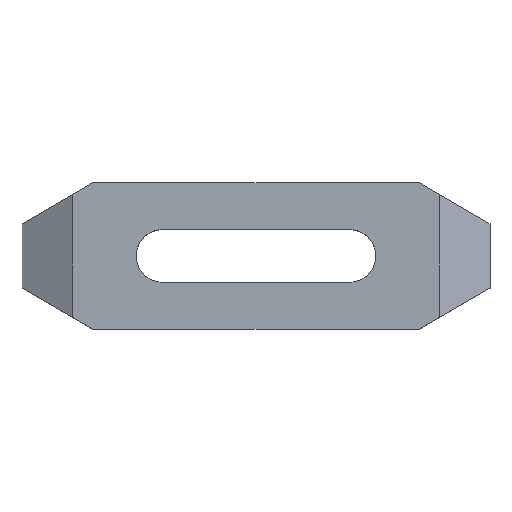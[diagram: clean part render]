
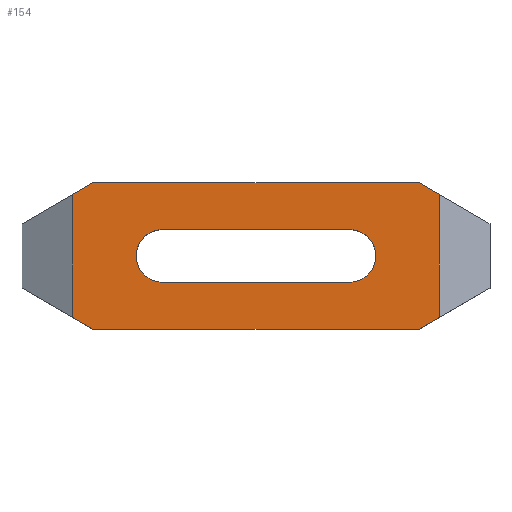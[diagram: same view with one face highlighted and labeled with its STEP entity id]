
A CAD part, top view. The second image highlights one B-rep face of the part: STEP entity #154.
In plain terms, the highlighted planar face has unit normal (0, 0, 1).
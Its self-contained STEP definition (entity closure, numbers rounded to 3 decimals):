
#4 = CARTESIAN_POINT ( 'NONE',  ( 27.876, -12.5, 12. ) ) ;
#5 = DIRECTION ( 'NONE',  ( 0.866, 0.5, 0. ) ) ;
#13 = VERTEX_POINT ( 'NONE', #321 ) ;
#14 = VERTEX_POINT ( 'NONE', #279 ) ;
#15 = EDGE_CURVE ( 'NONE', #13, #534, #85, .T. ) ;
#16 = DIRECTION ( 'NONE',  ( 0., 0., 1. ) ) ;
#18 = VECTOR ( 'NONE', #257, 1000. ) ;
#24 = LINE ( 'NONE', #399, #104 ) ;
#33 = LINE ( 'NONE', #226, #472 ) ;
#37 = ORIENTED_EDGE ( 'NONE', *, *, #82, .F. ) ;
#65 = DIRECTION ( 'NONE',  ( 1., 0., 0. ) ) ;
#67 = EDGE_CURVE ( 'NONE', #445, #579, #575, .T. ) ;
#68 = CARTESIAN_POINT ( 'NONE',  ( -31.34, -28.594, 12. ) ) ;
#82 = EDGE_CURVE ( 'NONE', #497, #14, #246, .T. ) ;
#85 = LINE ( 'NONE', #231, #209 ) ;
#96 = CARTESIAN_POINT ( 'NONE',  ( 27.876, -12.5, 12. ) ) ;
#100 = DIRECTION ( 'NONE',  ( 0.866, -0.5, 0. ) ) ;
#102 = CARTESIAN_POINT ( 'NONE',  ( -16., 4.5, 12. ) ) ;
#104 = VECTOR ( 'NONE', #545, 1000. ) ;
#113 = ORIENTED_EDGE ( 'NONE', *, *, #191, .T. ) ;
#117 = VERTEX_POINT ( 'NONE', #182 ) ;
#122 = FACE_BOUND ( 'NONE', #531, .T. ) ;
#137 = CARTESIAN_POINT ( 'NONE',  ( -16., -4.5, 12. ) ) ;
#138 = CIRCLE ( 'NONE', #374, 4.5 ) ;
#148 = LINE ( 'NONE', #331, #459 ) ;
#152 = CARTESIAN_POINT ( 'NONE',  ( 27.876, 12.5, 12. ) ) ;
#154 = ADVANCED_FACE ( 'NONE', ( #122, #173 ), #359, .F. ) ;
#165 = EDGE_CURVE ( 'NONE', #534, #497, #536, .T. ) ;
#170 = CARTESIAN_POINT ( 'NONE',  ( 16., 0., 12. ) ) ;
#173 = FACE_OUTER_BOUND ( 'NONE', #276, .T. ) ;
#182 = CARTESIAN_POINT ( 'NONE',  ( 31.34, 10.5, 12. ) ) ;
#183 = VERTEX_POINT ( 'NONE', #224 ) ;
#184 = CARTESIAN_POINT ( 'NONE',  ( -31.34, 10.5, 12. ) ) ;
#188 = CARTESIAN_POINT ( 'NONE',  ( 27.876, 12.5, 12. ) ) ;
#190 = CARTESIAN_POINT ( 'NONE',  ( -31.34, -10.5, 12. ) ) ;
#191 = EDGE_CURVE ( 'NONE', #445, #262, #24, .T. ) ;
#193 = LINE ( 'NONE', #188, #588 ) ;
#198 = DIRECTION ( 'NONE',  ( -1., 0., 0. ) ) ;
#199 = ORIENTED_EDGE ( 'NONE', *, *, #495, .F. ) ;
#201 = VECTOR ( 'NONE', #602, 1000. ) ;
#209 = VECTOR ( 'NONE', #591, 1000. ) ;
#216 = EDGE_CURVE ( 'NONE', #579, #589, #33, .T. ) ;
#218 = DIRECTION ( 'NONE',  ( 0., 1., 0. ) ) ;
#219 = ORIENTED_EDGE ( 'NONE', *, *, #165, .F. ) ;
#224 = CARTESIAN_POINT ( 'NONE',  ( -20.5, 0., 12. ) ) ;
#226 = CARTESIAN_POINT ( 'NONE',  ( 16., 4.5, 12. ) ) ;
#231 = CARTESIAN_POINT ( 'NONE',  ( -27.876, -12.5, 12. ) ) ;
#243 = LINE ( 'NONE', #4, #526 ) ;
#245 = VERTEX_POINT ( 'NONE', #152 ) ;
#246 = LINE ( 'NONE', #423, #594 ) ;
#257 = DIRECTION ( 'NONE',  ( 0., 1., 0. ) ) ;
#262 = VERTEX_POINT ( 'NONE', #137 ) ;
#263 = DIRECTION ( 'NONE',  ( 0., 0., -1. ) ) ;
#265 = ORIENTED_EDGE ( 'NONE', *, *, #297, .F. ) ;
#276 = EDGE_LOOP ( 'NONE', ( #219, #467, #340, #435, #372, #199, #305, #37 ) ) ;
#277 = LINE ( 'NONE', #364, #201 ) ;
#279 = CARTESIAN_POINT ( 'NONE',  ( -27.876, 12.5, 12. ) ) ;
#290 = ORIENTED_EDGE ( 'NONE', *, *, #388, .F. ) ;
#297 = EDGE_CURVE ( 'NONE', #183, #262, #138, .T. ) ;
#303 = DIRECTION ( 'NONE',  ( -1., 0., 0. ) ) ;
#305 = ORIENTED_EDGE ( 'NONE', *, *, #315, .F. ) ;
#310 = LINE ( 'NONE', #446, #18 ) ;
#315 = EDGE_CURVE ( 'NONE', #14, #245, #148, .T. ) ;
#318 = CARTESIAN_POINT ( 'NONE',  ( 16., -4.5, 12. ) ) ;
#321 = CARTESIAN_POINT ( 'NONE',  ( -27.876, -12.5, 12. ) ) ;
#330 = VECTOR ( 'NONE', #218, 1000. ) ;
#331 = CARTESIAN_POINT ( 'NONE',  ( -27.876, 12.5, 12. ) ) ;
#339 = CARTESIAN_POINT ( 'NONE',  ( 16., 4.5, 12. ) ) ;
#340 = ORIENTED_EDGE ( 'NONE', *, *, #346, .F. ) ;
#346 = EDGE_CURVE ( 'NONE', #505, #13, #243, .T. ) ;
#357 = CARTESIAN_POINT ( 'NONE',  ( 0., -28.594, 12. ) ) ;
#359 = PLANE ( 'NONE',  #363 ) ;
#363 = AXIS2_PLACEMENT_3D ( 'NONE', #357, #263, #303 ) ;
#364 = CARTESIAN_POINT ( 'NONE',  ( 40., -5.5, 12. ) ) ;
#372 = ORIENTED_EDGE ( 'NONE', *, *, #398, .T. ) ;
#374 = AXIS2_PLACEMENT_3D ( 'NONE', #501, #557, #461 ) ;
#388 = EDGE_CURVE ( 'NONE', #589, #183, #479, .T. ) ;
#397 = VERTEX_POINT ( 'NONE', #489 ) ;
#398 = EDGE_CURVE ( 'NONE', #397, #117, #310, .T. ) ;
#399 = CARTESIAN_POINT ( 'NONE',  ( 16., -4.5, 12. ) ) ;
#403 = DIRECTION ( 'NONE',  ( -1., 0., 0. ) ) ;
#416 = DIRECTION ( 'NONE',  ( 1., 0., 0. ) ) ;
#423 = CARTESIAN_POINT ( 'NONE',  ( -40., 5.5, 12. ) ) ;
#435 = ORIENTED_EDGE ( 'NONE', *, *, #532, .F. ) ;
#443 = CARTESIAN_POINT ( 'NONE',  ( -16., 0., 12. ) ) ;
#445 = VERTEX_POINT ( 'NONE', #318 ) ;
#446 = CARTESIAN_POINT ( 'NONE',  ( 31.34, -28.594, 12. ) ) ;
#459 = VECTOR ( 'NONE', #416, 1000. ) ;
#461 = DIRECTION ( 'NONE',  ( 1., 0., 0. ) ) ;
#467 = ORIENTED_EDGE ( 'NONE', *, *, #15, .F. ) ;
#472 = VECTOR ( 'NONE', #403, 1000. ) ;
#479 = CIRCLE ( 'NONE', #609, 4.5 ) ;
#482 = DIRECTION ( 'NONE',  ( 1., 0., 0. ) ) ;
#486 = DIRECTION ( 'NONE',  ( 0., 0., 1. ) ) ;
#489 = CARTESIAN_POINT ( 'NONE',  ( 31.34, -10.5, 12. ) ) ;
#492 = ORIENTED_EDGE ( 'NONE', *, *, #67, .F. ) ;
#494 = AXIS2_PLACEMENT_3D ( 'NONE', #170, #16, #482 ) ;
#495 = EDGE_CURVE ( 'NONE', #245, #117, #193, .T. ) ;
#497 = VERTEX_POINT ( 'NONE', #184 ) ;
#501 = CARTESIAN_POINT ( 'NONE',  ( -16., 0., 12. ) ) ;
#505 = VERTEX_POINT ( 'NONE', #96 ) ;
#526 = VECTOR ( 'NONE', #198, 1000. ) ;
#531 = EDGE_LOOP ( 'NONE', ( #492, #113, #265, #290, #583 ) ) ;
#532 = EDGE_CURVE ( 'NONE', #397, #505, #277, .T. ) ;
#534 = VERTEX_POINT ( 'NONE', #190 ) ;
#536 = LINE ( 'NONE', #68, #330 ) ;
#545 = DIRECTION ( 'NONE',  ( -1., 0., 0. ) ) ;
#557 = DIRECTION ( 'NONE',  ( 0., 0., 1. ) ) ;
#575 = CIRCLE ( 'NONE', #494, 4.5 ) ;
#579 = VERTEX_POINT ( 'NONE', #339 ) ;
#583 = ORIENTED_EDGE ( 'NONE', *, *, #216, .F. ) ;
#588 = VECTOR ( 'NONE', #100, 1000. ) ;
#589 = VERTEX_POINT ( 'NONE', #102 ) ;
#591 = DIRECTION ( 'NONE',  ( -0.866, 0.5, 0. ) ) ;
#594 = VECTOR ( 'NONE', #5, 1000. ) ;
#602 = DIRECTION ( 'NONE',  ( -0.866, -0.5, 0. ) ) ;
#609 = AXIS2_PLACEMENT_3D ( 'NONE', #443, #486, #65 ) ;
